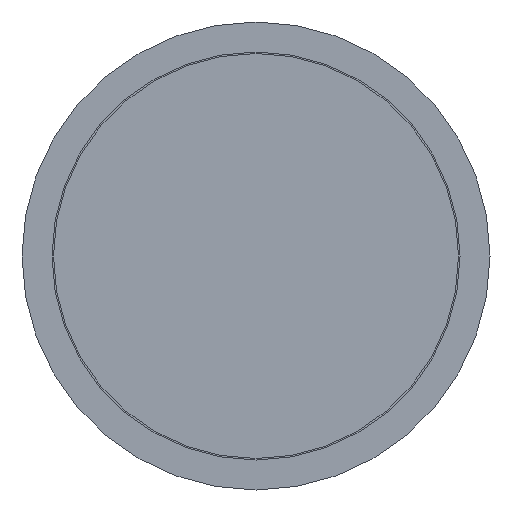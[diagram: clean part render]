
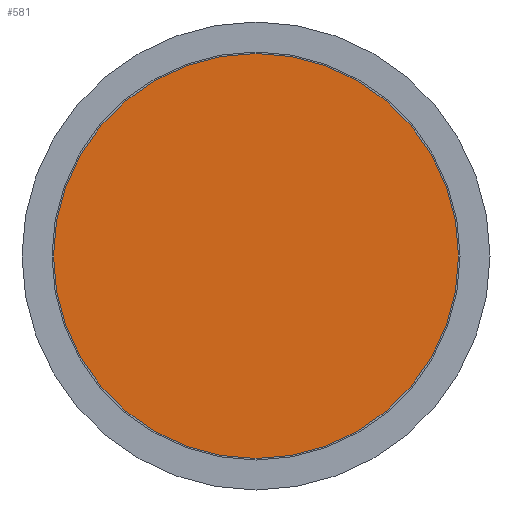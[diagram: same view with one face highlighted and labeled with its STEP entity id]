
A CAD part, front view. The second image highlights one B-rep face of the part: STEP entity #581.
In plain terms, the highlighted planar face has unit normal (0, -1, 0).
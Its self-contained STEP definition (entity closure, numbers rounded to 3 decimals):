
#144 = FACE_OUTER_BOUND ( 'NONE', #542, .T. ) ;
#280 = CARTESIAN_POINT ( 'NONE',  ( -33.75, 0., 0. ) ) ;
#374 = PLANE ( 'NONE',  #843 ) ;
#428 = CARTESIAN_POINT ( 'NONE',  ( 0., 0., -33.75 ) ) ;
#469 = DIRECTION ( 'NONE',  ( 0., -1., 0. ) ) ;
#542 = EDGE_LOOP ( 'NONE', ( #696 ) ) ;
#545 = CARTESIAN_POINT ( 'NONE',  ( 0., 0., 0. ) ) ;
#581 = ADVANCED_FACE ( 'NONE', ( #144 ), #374, .F. ) ;
#658 = DIRECTION ( 'NONE',  ( 0., 0., 1. ) ) ;
#696 = ORIENTED_EDGE ( 'NONE', *, *, #800, .T. ) ;
#762 = DIRECTION ( 'NONE',  ( 0., 0., -1. ) ) ;
#800 = EDGE_CURVE ( 'NONE', #883, #883, #865, .T. ) ;
#843 = AXIS2_PLACEMENT_3D ( 'NONE', #280, #970, #658 ) ;
#865 = CIRCLE ( 'NONE', #912, 33.75 ) ;
#883 = VERTEX_POINT ( 'NONE', #428 ) ;
#912 = AXIS2_PLACEMENT_3D ( 'NONE', #545, #469, #762 ) ;
#970 = DIRECTION ( 'NONE',  ( 0., 1., 0. ) ) ;
